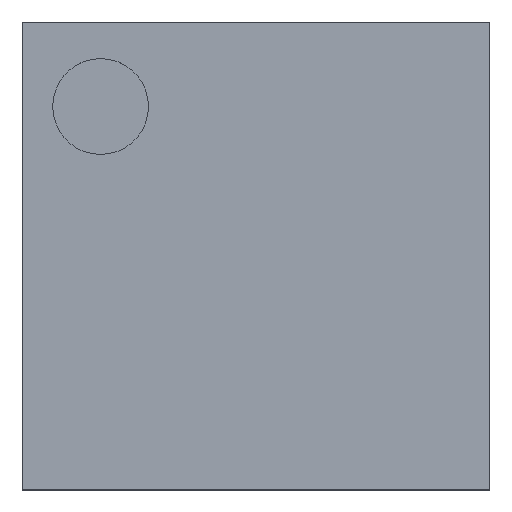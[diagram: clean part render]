
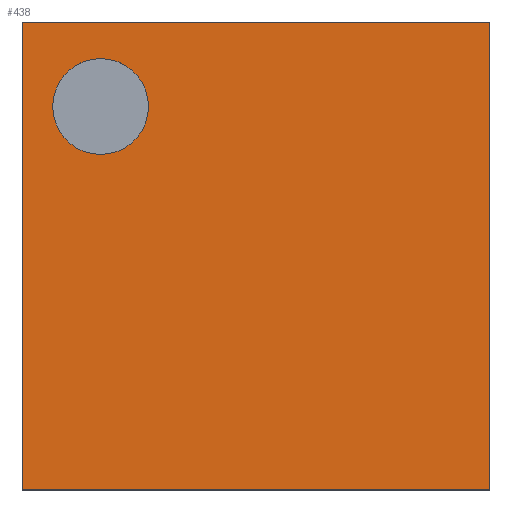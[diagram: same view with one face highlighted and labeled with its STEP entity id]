
A CAD part, top view. The second image highlights one B-rep face of the part: STEP entity #438.
In plain terms, the highlighted planar face has unit normal (0, 0, 1).
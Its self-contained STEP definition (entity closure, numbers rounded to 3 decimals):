
#82 = VECTOR ( 'NONE', #1085, 1000. ) ;
#102 = CARTESIAN_POINT ( 'NONE',  ( -0.83, -0.83, 0.355 ) ) ;
#119 = DIRECTION ( 'NONE',  ( 0., 0., 1. ) ) ;
#124 = VERTEX_POINT ( 'NONE', #767 ) ;
#134 = ORIENTED_EDGE ( 'NONE', *, *, #536, .T. ) ;
#152 = DIRECTION ( 'NONE',  ( -1., 0., 0. ) ) ;
#162 = CARTESIAN_POINT ( 'NONE',  ( -0.551, 0.53, 0.355 ) ) ;
#177 = CARTESIAN_POINT ( 'NONE',  ( -0.83, -0.83, 0.355 ) ) ;
#192 = VERTEX_POINT ( 'NONE', #688 ) ;
#225 = ORIENTED_EDGE ( 'NONE', *, *, #1025, .T. ) ;
#243 = EDGE_CURVE ( 'NONE', #1128, #764, #254, .T. ) ;
#254 = CIRCLE ( 'NONE', #1066, 0.17 ) ;
#298 = CARTESIAN_POINT ( 'NONE',  ( 0.83, -0.83, 0.355 ) ) ;
#303 = AXIS2_PLACEMENT_3D ( 'NONE', #912, #119, #366 ) ;
#341 = VECTOR ( 'NONE', #650, 1000. ) ;
#356 = CARTESIAN_POINT ( 'NONE',  ( -0.83, -0.83, 0.355 ) ) ;
#358 = LINE ( 'NONE', #177, #870 ) ;
#365 = VECTOR ( 'NONE', #791, 1000. ) ;
#366 = DIRECTION ( 'NONE',  ( 1., 0., 0. ) ) ;
#379 = EDGE_LOOP ( 'NONE', ( #575, #1096 ) ) ;
#397 = CARTESIAN_POINT ( 'NONE',  ( -0.83, 0.83, 0.355 ) ) ;
#438 = ADVANCED_FACE ( 'NONE', ( #956, #592 ), #1131, .F. ) ;
#476 = VERTEX_POINT ( 'NONE', #712 ) ;
#477 = ORIENTED_EDGE ( 'NONE', *, *, #1099, .T. ) ;
#502 = DIRECTION ( 'NONE',  ( 0., 0., 1. ) ) ;
#504 = VERTEX_POINT ( 'NONE', #356 ) ;
#536 = EDGE_CURVE ( 'NONE', #192, #476, #652, .T. ) ;
#546 = DIRECTION ( 'NONE',  ( 1., 0., 0. ) ) ;
#575 = ORIENTED_EDGE ( 'NONE', *, *, #243, .F. ) ;
#592 = FACE_OUTER_BOUND ( 'NONE', #1122, .T. ) ;
#605 = DIRECTION ( 'NONE',  ( 1., 0., 0. ) ) ;
#650 = DIRECTION ( 'NONE',  ( 0., -1., 0. ) ) ;
#652 = LINE ( 'NONE', #298, #82 ) ;
#680 = CARTESIAN_POINT ( 'NONE',  ( 0., 0., 0.355 ) ) ;
#688 = CARTESIAN_POINT ( 'NONE',  ( 0.83, -0.83, 0.355 ) ) ;
#706 = LINE ( 'NONE', #397, #365 ) ;
#712 = CARTESIAN_POINT ( 'NONE',  ( 0.83, 0.83, 0.355 ) ) ;
#764 = VERTEX_POINT ( 'NONE', #855 ) ;
#767 = CARTESIAN_POINT ( 'NONE',  ( -0.83, 0.83, 0.355 ) ) ;
#791 = DIRECTION ( 'NONE',  ( -1., 0., 0. ) ) ;
#805 = ORIENTED_EDGE ( 'NONE', *, *, #866, .T. ) ;
#817 = CARTESIAN_POINT ( 'NONE',  ( -0.381, 0.53, 0.355 ) ) ;
#847 = AXIS2_PLACEMENT_3D ( 'NONE', #680, #1139, #152 ) ;
#855 = CARTESIAN_POINT ( 'NONE',  ( -0.722, 0.53, 0.355 ) ) ;
#866 = EDGE_CURVE ( 'NONE', #124, #504, #974, .T. ) ;
#870 = VECTOR ( 'NONE', #546, 1000. ) ;
#912 = CARTESIAN_POINT ( 'NONE',  ( -0.551, 0.53, 0.355 ) ) ;
#956 = FACE_BOUND ( 'NONE', #379, .T. ) ;
#974 = LINE ( 'NONE', #102, #341 ) ;
#1025 = EDGE_CURVE ( 'NONE', #476, #124, #706, .T. ) ;
#1066 = AXIS2_PLACEMENT_3D ( 'NONE', #162, #502, #605 ) ;
#1085 = DIRECTION ( 'NONE',  ( 0., 1., 0. ) ) ;
#1096 = ORIENTED_EDGE ( 'NONE', *, *, #1112, .F. ) ;
#1099 = EDGE_CURVE ( 'NONE', #504, #192, #358, .T. ) ;
#1112 = EDGE_CURVE ( 'NONE', #764, #1128, #1130, .T. ) ;
#1122 = EDGE_LOOP ( 'NONE', ( #134, #225, #805, #477 ) ) ;
#1128 = VERTEX_POINT ( 'NONE', #817 ) ;
#1130 = CIRCLE ( 'NONE', #303, 0.17 ) ;
#1131 = PLANE ( 'NONE',  #847 ) ;
#1139 = DIRECTION ( 'NONE',  ( 0., 0., -1. ) ) ;
